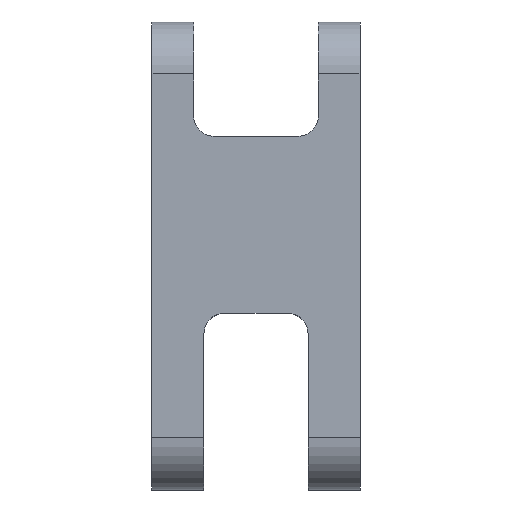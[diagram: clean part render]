
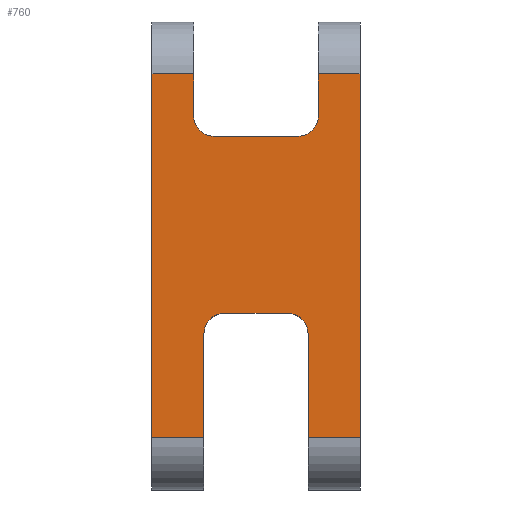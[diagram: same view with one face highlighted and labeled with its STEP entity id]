
A CAD part, top view. The second image highlights one B-rep face of the part: STEP entity #760.
In plain terms, the highlighted planar face has unit normal (0, 0, 1).
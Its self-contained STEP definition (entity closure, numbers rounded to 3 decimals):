
#16 = CARTESIAN_POINT ( 'NONE',  ( -6.519, -10.855, 10. ) ) ;
#19 = CARTESIAN_POINT ( 'NONE',  ( 6.481, -20.855, 10. ) ) ;
#37 = EDGE_CURVE ( 'NONE', #248, #601, #181, .T. ) ;
#53 = LINE ( 'NONE', #891, #556 ) ;
#54 = DIRECTION ( 'NONE',  ( 1., 0., 0. ) ) ;
#67 = DIRECTION ( 'NONE',  ( 0., 1., 0. ) ) ;
#68 = LINE ( 'NONE', #929, #1014 ) ;
#69 = ORIENTED_EDGE ( 'NONE', *, *, #375, .F. ) ;
#85 = LINE ( 'NONE', #604, #680 ) ;
#86 = FACE_OUTER_BOUND ( 'NONE', #221, .T. ) ;
#88 = DIRECTION ( 'NONE',  ( 0., 0., -1. ) ) ;
#96 = DIRECTION ( 'NONE',  ( -1., 0., 0. ) ) ;
#102 = EDGE_CURVE ( 'NONE', #511, #242, #558, .T. ) ;
#105 = VECTOR ( 'NONE', #206, 1000. ) ;
#107 = AXIS2_PLACEMENT_3D ( 'NONE', #125, #474, #542 ) ;
#112 = CARTESIAN_POINT ( 'NONE',  ( -8.519, -10.855, 10. ) ) ;
#116 = CARTESIAN_POINT ( 'NONE',  ( 0.481, 8.145, 10. ) ) ;
#118 = EDGE_CURVE ( 'NONE', #237, #336, #385, .T. ) ;
#124 = VECTOR ( 'NONE', #655, 1000. ) ;
#125 = CARTESIAN_POINT ( 'NONE',  ( -7.519, 10.145, 10. ) ) ;
#137 = DIRECTION ( 'NONE',  ( -1., 0., 0. ) ) ;
#148 = CARTESIAN_POINT ( 'NONE',  ( 0.481, 10.145, 10. ) ) ;
#159 = CARTESIAN_POINT ( 'NONE',  ( -9.519, 14.145, 10. ) ) ;
#167 = VECTOR ( 'NONE', #450, 1000. ) ;
#174 = ORIENTED_EDGE ( 'NONE', *, *, #600, .F. ) ;
#177 = EDGE_CURVE ( 'NONE', #676, #314, #692, .T. ) ;
#181 = LINE ( 'NONE', #470, #619 ) ;
#183 = CIRCLE ( 'NONE', #107, 2. ) ;
#193 = CARTESIAN_POINT ( 'NONE',  ( 2.481, 10.145, 10. ) ) ;
#197 = CARTESIAN_POINT ( 'NONE',  ( 6.481, 14.145, 10. ) ) ;
#206 = DIRECTION ( 'NONE',  ( 0., -1., 0. ) ) ;
#221 = EDGE_LOOP ( 'NONE', ( #877, #233, #69, #357, #1025, #228, #296, #174, #418, #390, #441, #355, #1019, #282, #275, #763 ) ) ;
#228 = ORIENTED_EDGE ( 'NONE', *, *, #1043, .T. ) ;
#233 = ORIENTED_EDGE ( 'NONE', *, *, #384, .T. ) ;
#237 = VERTEX_POINT ( 'NONE', #193 ) ;
#242 = VERTEX_POINT ( 'NONE', #1052 ) ;
#248 = VERTEX_POINT ( 'NONE', #19 ) ;
#253 = VECTOR ( 'NONE', #67, 1000. ) ;
#256 = VERTEX_POINT ( 'NONE', #197 ) ;
#257 = DIRECTION ( 'NONE',  ( 0., 1., 0. ) ) ;
#275 = ORIENTED_EDGE ( 'NONE', *, *, #1016, .T. ) ;
#282 = ORIENTED_EDGE ( 'NONE', *, *, #758, .T. ) ;
#288 = VERTEX_POINT ( 'NONE', #865 ) ;
#296 = ORIENTED_EDGE ( 'NONE', *, *, #552, .F. ) ;
#314 = VERTEX_POINT ( 'NONE', #112 ) ;
#336 = VERTEX_POINT ( 'NONE', #709 ) ;
#342 = VERTEX_POINT ( 'NONE', #116 ) ;
#347 = CIRCLE ( 'NONE', #1076, 2. ) ;
#355 = ORIENTED_EDGE ( 'NONE', *, *, #118, .F. ) ;
#357 = ORIENTED_EDGE ( 'NONE', *, *, #177, .T. ) ;
#358 = DIRECTION ( 'NONE',  ( -1., 0., 0. ) ) ;
#363 = VERTEX_POINT ( 'NONE', #627 ) ;
#369 = CARTESIAN_POINT ( 'NONE',  ( 6.481, -20.855, 10. ) ) ;
#375 = EDGE_CURVE ( 'NONE', #676, #363, #787, .T. ) ;
#384 = EDGE_CURVE ( 'NONE', #242, #363, #775, .T. ) ;
#385 = LINE ( 'NONE', #402, #124 ) ;
#390 = ORIENTED_EDGE ( 'NONE', *, *, #507, .F. ) ;
#402 = CARTESIAN_POINT ( 'NONE',  ( 2.481, 10.145, 10. ) ) ;
#406 = CARTESIAN_POINT ( 'NONE',  ( 1.481, -20.855, 10. ) ) ;
#409 = CARTESIAN_POINT ( 'NONE',  ( 6.481, 14.145, 10. ) ) ;
#418 = ORIENTED_EDGE ( 'NONE', *, *, #37, .F. ) ;
#434 = LINE ( 'NONE', #546, #599 ) ;
#441 = ORIENTED_EDGE ( 'NONE', *, *, #633, .T. ) ;
#443 = CARTESIAN_POINT ( 'NONE',  ( -13.519, 19.145, 10. ) ) ;
#450 = DIRECTION ( 'NONE',  ( -1., 0., 0. ) ) ;
#456 = CARTESIAN_POINT ( 'NONE',  ( -0.519, -8.855, 10. ) ) ;
#470 = CARTESIAN_POINT ( 'NONE',  ( 6.481, -20.855, 10. ) ) ;
#474 = DIRECTION ( 'NONE',  ( 0., 0., -1. ) ) ;
#475 = CARTESIAN_POINT ( 'NONE',  ( -9.519, 10.145, 10. ) ) ;
#479 = DIRECTION ( 'NONE',  ( 0., 0., 1. ) ) ;
#483 = CARTESIAN_POINT ( 'NONE',  ( -0.519, -10.855, 10. ) ) ;
#499 = CARTESIAN_POINT ( 'NONE',  ( -8.519, -20.855, 10. ) ) ;
#507 = EDGE_CURVE ( 'NONE', #256, #248, #53, .T. ) ;
#509 = DIRECTION ( 'NONE',  ( -1., 0., 0. ) ) ;
#511 = VERTEX_POINT ( 'NONE', #159 ) ;
#512 = EDGE_CURVE ( 'NONE', #237, #342, #956, .T. ) ;
#542 = DIRECTION ( 'NONE',  ( -1., 0., 0. ) ) ;
#546 = CARTESIAN_POINT ( 'NONE',  ( -6.519, -8.855, 10. ) ) ;
#548 = DIRECTION ( 'NONE',  ( 1., 0., 0. ) ) ;
#552 = EDGE_CURVE ( 'NONE', #967, #954, #347, .T. ) ;
#556 = VECTOR ( 'NONE', #975, 1000. ) ;
#558 = LINE ( 'NONE', #409, #656 ) ;
#586 = VERTEX_POINT ( 'NONE', #475 ) ;
#597 = CIRCLE ( 'NONE', #846, 2. ) ;
#599 = VECTOR ( 'NONE', #548, 1000. ) ;
#600 = EDGE_CURVE ( 'NONE', #601, #967, #616, .T. ) ;
#601 = VERTEX_POINT ( 'NONE', #406 ) ;
#604 = CARTESIAN_POINT ( 'NONE',  ( 0.481, 8.145, 10. ) ) ;
#607 = AXIS2_PLACEMENT_3D ( 'NONE', #148, #999, #658 ) ;
#609 = VERTEX_POINT ( 'NONE', #905 ) ;
#616 = LINE ( 'NONE', #985, #864 ) ;
#619 = VECTOR ( 'NONE', #137, 1000. ) ;
#621 = DIRECTION ( 'NONE',  ( 0., 0., -1. ) ) ;
#627 = CARTESIAN_POINT ( 'NONE',  ( -13.519, -20.855, 10. ) ) ;
#633 = EDGE_CURVE ( 'NONE', #256, #336, #68, .T. ) ;
#655 = DIRECTION ( 'NONE',  ( 0., 1., 0. ) ) ;
#656 = VECTOR ( 'NONE', #914, 1000. ) ;
#658 = DIRECTION ( 'NONE',  ( -1., 0., 0. ) ) ;
#676 = VERTEX_POINT ( 'NONE', #499 ) ;
#680 = VECTOR ( 'NONE', #358, 1000. ) ;
#692 = LINE ( 'NONE', #746, #253 ) ;
#693 = LINE ( 'NONE', #778, #777 ) ;
#700 = DIRECTION ( 'NONE',  ( -1., 0., 0. ) ) ;
#709 = CARTESIAN_POINT ( 'NONE',  ( 2.481, 14.145, 10. ) ) ;
#746 = CARTESIAN_POINT ( 'NONE',  ( -8.519, -25.855, 10. ) ) ;
#751 = EDGE_CURVE ( 'NONE', #586, #511, #693, .T. ) ;
#758 = EDGE_CURVE ( 'NONE', #342, #288, #85, .T. ) ;
#760 = ADVANCED_FACE ( 'NONE', ( #86 ), #944, .F. ) ;
#763 = ORIENTED_EDGE ( 'NONE', *, *, #751, .T. ) ;
#775 = LINE ( 'NONE', #443, #105 ) ;
#777 = VECTOR ( 'NONE', #1023, 1000. ) ;
#778 = CARTESIAN_POINT ( 'NONE',  ( -9.519, 10.145, 10. ) ) ;
#787 = LINE ( 'NONE', #369, #167 ) ;
#846 = AXIS2_PLACEMENT_3D ( 'NONE', #955, #621, #700 ) ;
#854 = AXIS2_PLACEMENT_3D ( 'NONE', #16, #88, #96 ) ;
#864 = VECTOR ( 'NONE', #257, 1000. ) ;
#865 = CARTESIAN_POINT ( 'NONE',  ( -7.519, 8.145, 10. ) ) ;
#877 = ORIENTED_EDGE ( 'NONE', *, *, #102, .T. ) ;
#891 = CARTESIAN_POINT ( 'NONE',  ( 6.481, 19.145, 10. ) ) ;
#905 = CARTESIAN_POINT ( 'NONE',  ( -6.519, -8.855, 10. ) ) ;
#908 = EDGE_CURVE ( 'NONE', #314, #609, #597, .T. ) ;
#914 = DIRECTION ( 'NONE',  ( -1., 0., 0. ) ) ;
#929 = CARTESIAN_POINT ( 'NONE',  ( 6.481, 14.145, 10. ) ) ;
#944 = PLANE ( 'NONE',  #854 ) ;
#954 = VERTEX_POINT ( 'NONE', #456 ) ;
#955 = CARTESIAN_POINT ( 'NONE',  ( -6.519, -10.855, 10. ) ) ;
#956 = CIRCLE ( 'NONE', #607, 2. ) ;
#960 = CARTESIAN_POINT ( 'NONE',  ( 1.481, -10.855, 10. ) ) ;
#967 = VERTEX_POINT ( 'NONE', #960 ) ;
#975 = DIRECTION ( 'NONE',  ( 0., -1., 0. ) ) ;
#985 = CARTESIAN_POINT ( 'NONE',  ( 1.481, -25.855, 10. ) ) ;
#999 = DIRECTION ( 'NONE',  ( 0., 0., -1. ) ) ;
#1014 = VECTOR ( 'NONE', #509, 1000. ) ;
#1016 = EDGE_CURVE ( 'NONE', #288, #586, #183, .T. ) ;
#1019 = ORIENTED_EDGE ( 'NONE', *, *, #512, .T. ) ;
#1023 = DIRECTION ( 'NONE',  ( 0., 1., 0. ) ) ;
#1025 = ORIENTED_EDGE ( 'NONE', *, *, #908, .T. ) ;
#1043 = EDGE_CURVE ( 'NONE', #609, #954, #434, .T. ) ;
#1052 = CARTESIAN_POINT ( 'NONE',  ( -13.519, 14.145, 10. ) ) ;
#1076 = AXIS2_PLACEMENT_3D ( 'NONE', #483, #479, #54 ) ;
